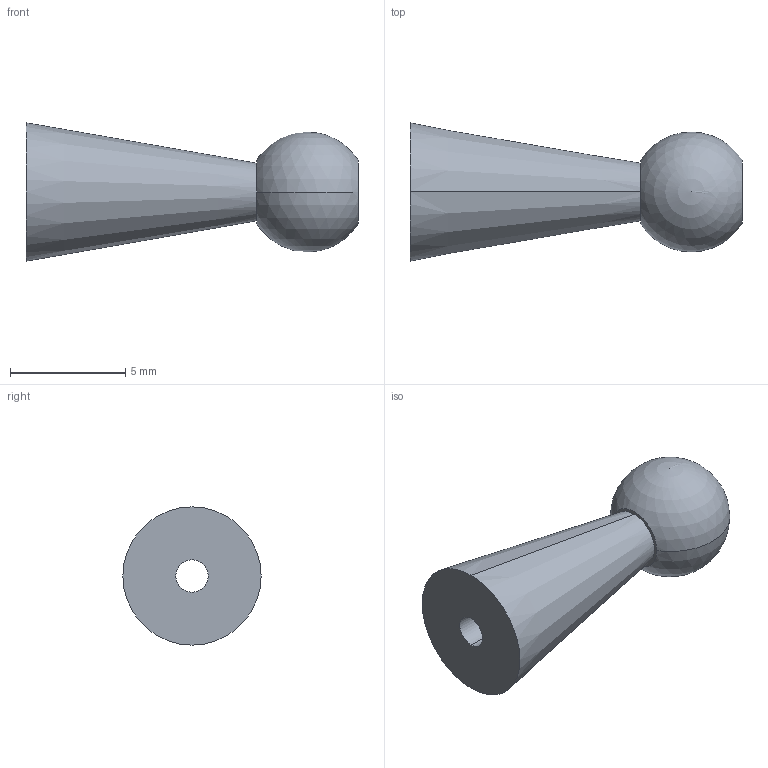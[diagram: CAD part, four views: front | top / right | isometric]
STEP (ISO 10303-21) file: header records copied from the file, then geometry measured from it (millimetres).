
FILE_DESCRIPTION (( 'STEP AP214' ), '1' );
FILE_NAME ('Ass_Ball+Tapper.STEP', '2013-11-18T20:54:57', ( '' ), ( '' ), 'SwSTEP 2.0', 'SolidWorks 2014', '' );
FILE_SCHEMA (( 'AUTOMOTIVE_DESIGN' ));
Length unit declared in the file: millimetre
Products named in the file (3): Ass_Ball+Tapper; Tapered_part; Ball
Assembly tree (2 placements, depth 2):
  Ass_Ball+Tapper
    Tapered_part
    Ball
Bounding box: 14.4 x 6 x 6 mm (x, y, z)
Volume: 191.8 mm3; surface area: 314.9 mm2
Topology: 2 solids, 2 shells, 12 faces, 32 edges, 22 vertices
Faces by surface type: cylinder 4, plane 4, cone 2, sphere 2
Entity records: 464 total; most frequent: DIRECTION 80, CARTESIAN_POINT 61, ORIENTED_EDGE 52, AXIS2_PLACEMENT_3D 37, EDGE_CURVE 26, CIRCLE 20, VERTEX_POINT 18, EDGE_LOOP 16
